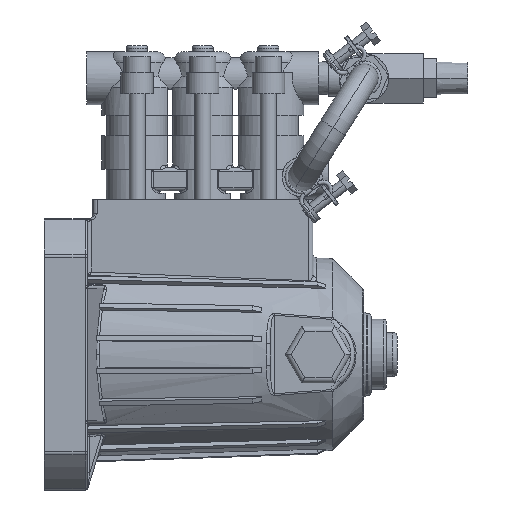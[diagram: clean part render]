
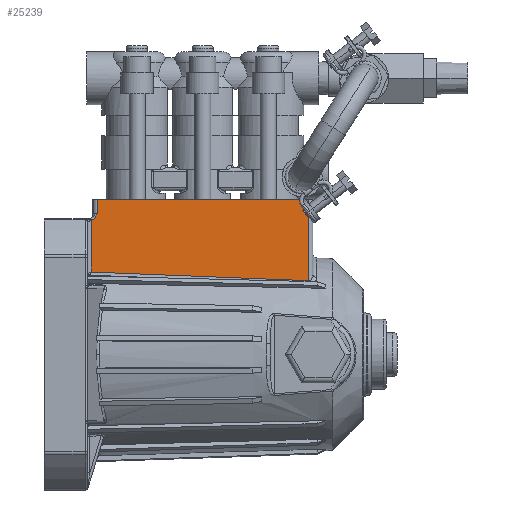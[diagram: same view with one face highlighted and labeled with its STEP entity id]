
A CAD part, front view. The second image highlights one B-rep face of the part: STEP entity #25239.
In plain terms, the highlighted planar face has unit normal (0, -1, 0).
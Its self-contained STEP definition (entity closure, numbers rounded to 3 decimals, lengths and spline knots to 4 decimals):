
#71 = EDGE_CURVE ( 'NONE', #26221, #24048, #32647, .T. ) ;
#254 = VECTOR ( 'NONE', #3597, 39.3701 ) ;
#486 = CARTESIAN_POINT ( 'NONE',  ( 0.8927, -1.7255, 1.4297 ) ) ;
#2002 = CARTESIAN_POINT ( 'NONE',  ( -3.2073, -1.7255, 3. ) ) ;
#2107 = CARTESIAN_POINT ( 'NONE',  ( -3.3043, -1.7255, 2.6061 ) ) ;
#2526 = VECTOR ( 'NONE', #19400, 39.3701 ) ;
#2921 = EDGE_LOOP ( 'NONE', ( #29706, #9978, #33871, #19633, #34164, #18020 ) ) ;
#3098 = CARTESIAN_POINT ( 'NONE',  ( -3.3173, -1.7255, 1.5962 ) ) ;
#3597 = DIRECTION ( 'NONE',  ( 0., 0., -1. ) ) ;
#3782 = EDGE_CURVE ( 'NONE', #20846, #31451, #16791, .T. ) ;
#4350 = VERTEX_POINT ( 'NONE', #7353 ) ;
#4714 = CARTESIAN_POINT ( 'NONE',  ( -3.2708, -1.7255, 2.6321 ) ) ;
#4785 = B_SPLINE_CURVE_WITH_KNOTS ( 'NONE', 3,
 ( #3098, #13705, #24312, #486 ),
 .UNSPECIFIED., .F., .F.,
 ( 4, 4 ),
 ( 0., 0.107 ),
 .UNSPECIFIED. ) ;
#4869 = CARTESIAN_POINT ( 'NONE',  ( -3.3973, -1.7255, 2.625 ) ) ;
#7312 = CARTESIAN_POINT ( 'NONE',  ( -3.2342, -1.7255, 2.675 ) ) ;
#7353 = CARTESIAN_POINT ( 'NONE',  ( -3.3173, -1.7255, 1.5962 ) ) ;
#7565 = VECTOR ( 'NONE', #10096, 39.3701 ) ;
#8795 = CARTESIAN_POINT ( 'NONE',  ( 0.8927, -1.7255, 3. ) ) ;
#9978 = ORIENTED_EDGE ( 'NONE', *, *, #16053, .T. ) ;
#10096 = DIRECTION ( 'NONE',  ( -1., 0., 0. ) ) ;
#12158 = LINE ( 'NONE', #22751, #21120 ) ;
#12708 = CARTESIAN_POINT ( 'NONE',  ( -3.3173, -1.7255, 2.6 ) ) ;
#13127 = EDGE_CURVE ( 'NONE', #24048, #20846, #23311, .T. ) ;
#13705 = CARTESIAN_POINT ( 'NONE',  ( -1.9139, -1.7255, 1.542 ) ) ;
#14028 = B_SPLINE_CURVE_WITH_KNOTS ( 'NONE', 3,
 ( #20500, #31155, #7312, #17915, #28563, #4714, #15313, #25943, #2107, #12708 ),
 .UNSPECIFIED., .F., .F.,
 ( 4, 2, 2, 2, 4 ),
 ( 0., 0.0021, 0.0027, 0.0032, 0.0043 ),
 .UNSPECIFIED. ) ;
#14618 = CARTESIAN_POINT ( 'NONE',  ( -3.3173, -1.7255, 2.6 ) ) ;
#15313 = CARTESIAN_POINT ( 'NONE',  ( -3.2761, -1.7255, 2.6272 ) ) ;
#15464 = DIRECTION ( 'NONE',  ( 0., -1., 0. ) ) ;
#16053 = EDGE_CURVE ( 'NONE', #31451, #20181, #14028, .T. ) ;
#16791 = LINE ( 'NONE', #27417, #254 ) ;
#17915 = CARTESIAN_POINT ( 'NONE',  ( -3.2563, -1.7255, 2.6476 ) ) ;
#18020 = ORIENTED_EDGE ( 'NONE', *, *, #13127, .T. ) ;
#18075 = FACE_OUTER_BOUND ( 'NONE', #2921, .T. ) ;
#19338 = EDGE_CURVE ( 'NONE', #4350, #26221, #4785, .T. ) ;
#19400 = DIRECTION ( 'NONE',  ( 0., 0., 1. ) ) ;
#19633 = ORIENTED_EDGE ( 'NONE', *, *, #19338, .T. ) ;
#20181 = VERTEX_POINT ( 'NONE', #14618 ) ;
#20500 = CARTESIAN_POINT ( 'NONE',  ( -3.2073, -1.7255, 2.725 ) ) ;
#20580 = EDGE_CURVE ( 'NONE', #20181, #4350, #12158, .T. ) ;
#20846 = VERTEX_POINT ( 'NONE', #2002 ) ;
#21120 = VECTOR ( 'NONE', #33385, 39.3701 ) ;
#22751 = CARTESIAN_POINT ( 'NONE',  ( -3.3173, -1.7255, 2.625 ) ) ;
#23163 = CARTESIAN_POINT ( 'NONE',  ( 0.8927, -1.7255, 3. ) ) ;
#23311 = LINE ( 'NONE', #33939, #7565 ) ;
#24048 = VERTEX_POINT ( 'NONE', #23163 ) ;
#24312 = CARTESIAN_POINT ( 'NONE',  ( -0.5105, -1.7255, 1.4866 ) ) ;
#25239 = ADVANCED_FACE ( 'NONE', ( #18075 ), #28718, .T. ) ;
#25943 = CARTESIAN_POINT ( 'NONE',  ( -3.2925, -1.7255, 2.6137 ) ) ;
#26088 = DIRECTION ( 'NONE',  ( 0., 0., -1. ) ) ;
#26221 = VERTEX_POINT ( 'NONE', #29993 ) ;
#27417 = CARTESIAN_POINT ( 'NONE',  ( -3.2073, -1.7255, 2.625 ) ) ;
#28563 = CARTESIAN_POINT ( 'NONE',  ( -3.2609, -1.7255, 2.6423 ) ) ;
#28718 = PLANE ( 'NONE',  #29245 ) ;
#29245 = AXIS2_PLACEMENT_3D ( 'NONE', #4869, #15464, #26088 ) ;
#29706 = ORIENTED_EDGE ( 'NONE', *, *, #3782, .T. ) ;
#29993 = CARTESIAN_POINT ( 'NONE',  ( 0.8927, -1.7255, 1.4297 ) ) ;
#30444 = CARTESIAN_POINT ( 'NONE',  ( -3.2073, -1.7255, 2.725 ) ) ;
#31155 = CARTESIAN_POINT ( 'NONE',  ( -3.2206, -1.7255, 2.7 ) ) ;
#31451 = VERTEX_POINT ( 'NONE', #30444 ) ;
#32647 = LINE ( 'NONE', #8795, #2526 ) ;
#33385 = DIRECTION ( 'NONE',  ( 0., 0., -1. ) ) ;
#33871 = ORIENTED_EDGE ( 'NONE', *, *, #20580, .T. ) ;
#33939 = CARTESIAN_POINT ( 'NONE',  ( -3.2873, -1.7255, 3. ) ) ;
#34164 = ORIENTED_EDGE ( 'NONE', *, *, #71, .T. ) ;
